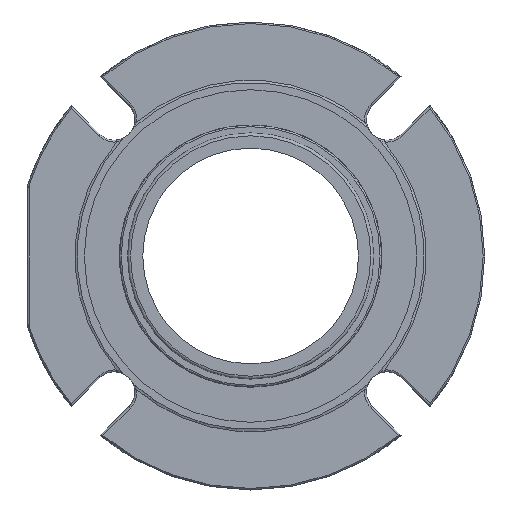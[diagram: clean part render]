
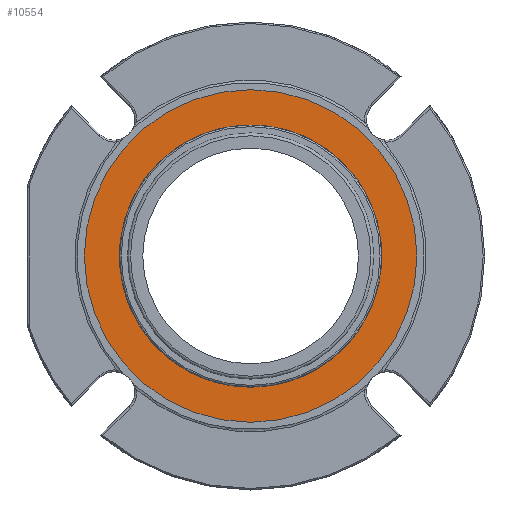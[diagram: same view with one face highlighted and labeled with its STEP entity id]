
A CAD part, left-side view. The second image highlights one B-rep face of the part: STEP entity #10554.
In plain terms, the highlighted planar face has unit normal (-1, 0, 0).
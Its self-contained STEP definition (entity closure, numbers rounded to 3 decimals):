
#2022=ORIENTED_EDGE('',*,*,#5216,.F.);
#2023=ORIENTED_EDGE('',*,*,#5217,.T.);
#5216=EDGE_CURVE('',#6820,#6820,#7886,.F.);
#5217=EDGE_CURVE('',#6821,#6821,#7887,.T.);
#6820=VERTEX_POINT('',#15582);
#6821=VERTEX_POINT('',#15585);
#7886=CIRCLE('',#11288,67.56);
#7887=CIRCLE('',#11290,85.639);
#8527=EDGE_LOOP('',(#2022));
#8528=EDGE_LOOP('',(#2023));
#9431=FACE_BOUND('',#8527,.T.);
#9432=FACE_BOUND('',#8528,.T.);
#10313=PLANE('',#11289);
#10554=ADVANCED_FACE('',(#9431,#9432),#10313,.F.);
#11288=AXIS2_PLACEMENT_3D('',#15581,#12569,#12570);
#11289=AXIS2_PLACEMENT_3D('',#15583,#12571,#12572);
#11290=AXIS2_PLACEMENT_3D('',#15584,#12573,#12574);
#12569=DIRECTION('',(1.,0.,0.));
#12570=DIRECTION('',(0.,0.,-1.));
#12571=DIRECTION('',(1.,0.,0.));
#12572=DIRECTION('',(0.,0.,-1.));
#12573=DIRECTION('',(-1.,0.,0.));
#12574=DIRECTION('',(0.,0.,1.));
#15581=CARTESIAN_POINT('',(-7.16,-0.002,0.002));
#15582=CARTESIAN_POINT('',(-7.16,-0.002,-67.558));
#15583=CARTESIAN_POINT('',(-7.16,0.,-87.225));
#15584=CARTESIAN_POINT('',(-7.16,0.,0.));
#15585=CARTESIAN_POINT('',(-7.16,0.,85.639));
